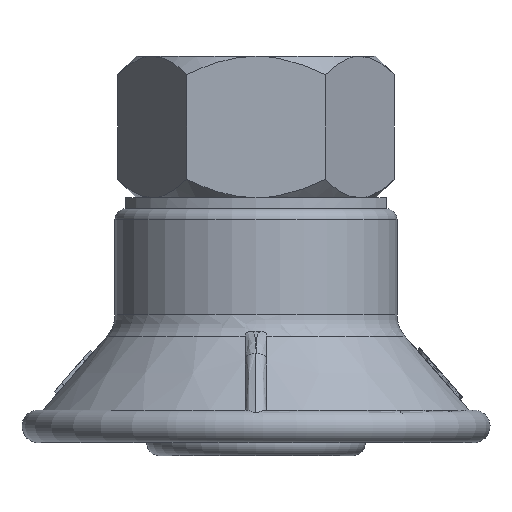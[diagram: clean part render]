
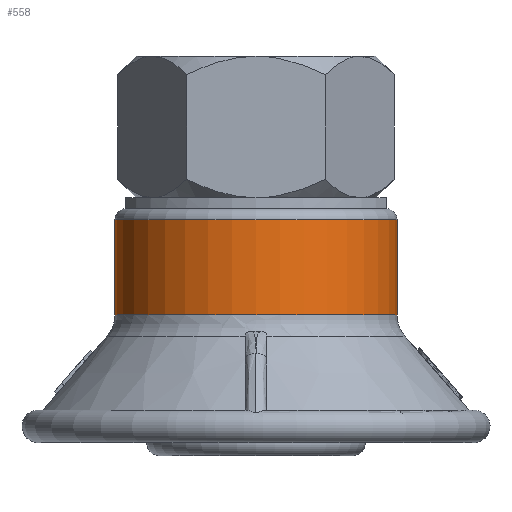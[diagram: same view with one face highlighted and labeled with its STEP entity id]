
A CAD part, left-side view. The second image highlights one B-rep face of the part: STEP entity #558.
In plain terms, the highlighted cylindrical face has radius 12.953 mm (diameter 25.905 mm), a partial arc.
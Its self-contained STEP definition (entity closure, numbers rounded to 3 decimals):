
#558 = ADVANCED_FACE( '', ( #2351 ), #2352, .T. );
#2351 = FACE_OUTER_BOUND( '', #6443, .T. );
#2352 = CYLINDRICAL_SURFACE( '', #6444, 12.953 );
#6443 = EDGE_LOOP( '', ( #11916, #11917, #11918, #11919 ) );
#6444 = AXIS2_PLACEMENT_3D( '', #11920, #11921, #11922 );
#11916 = ORIENTED_EDGE( '', *, *, #20772, .T. );
#11917 = ORIENTED_EDGE( '', *, *, #20773, .T. );
#11918 = ORIENTED_EDGE( '', *, *, #20774, .F. );
#11919 = ORIENTED_EDGE( '', *, *, #20775, .T. );
#11920 = CARTESIAN_POINT( '', ( -35., 0., 0. ) );
#11921 = DIRECTION( '', ( 0., 0., -1. ) );
#11922 = DIRECTION( '', ( 1., 0., 0. ) );
#20772 = EDGE_CURVE( '', #24765, #24766, #24767, .F. );
#20773 = EDGE_CURVE( '', #24766, #24768, #24769, .T. );
#20774 = EDGE_CURVE( '', #24770, #24768, #24771, .F. );
#20775 = EDGE_CURVE( '', #24770, #24765, #24772, .T. );
#24765 = VERTEX_POINT( '', #34465 );
#24766 = VERTEX_POINT( '', #34466 );
#24767 = LINE( '', #34467, #34468 );
#24768 = VERTEX_POINT( '', #34469 );
#24769 = CIRCLE( '', #34470, 12.953 );
#24770 = VERTEX_POINT( '', #34471 );
#24771 = LINE( '', #34472, #34473 );
#24772 = CIRCLE( '', #34474, 12.953 );
#34465 = CARTESIAN_POINT( '', ( -35., -12.953, 11.743 ) );
#34466 = CARTESIAN_POINT( '', ( -35., -12.953, 20.497 ) );
#34467 = CARTESIAN_POINT( '', ( -35., -12.953, 10.622 ) );
#34468 = VECTOR( '', #42677, 1000. );
#34469 = CARTESIAN_POINT( '', ( -35., 12.953, 20.497 ) );
#34470 = AXIS2_PLACEMENT_3D( '', #42678, #42679, #42680 );
#34471 = CARTESIAN_POINT( '', ( -35., 12.953, 11.743 ) );
#34472 = CARTESIAN_POINT( '', ( -35., 12.953, 10.622 ) );
#34473 = VECTOR( '', #42681, 1000. );
#34474 = AXIS2_PLACEMENT_3D( '', #42682, #42683, #42684 );
#42677 = DIRECTION( '', ( 0., 0., -1. ) );
#42678 = CARTESIAN_POINT( '', ( -35., 0., 20.497 ) );
#42679 = DIRECTION( '', ( 0., 0., -1. ) );
#42680 = DIRECTION( '', ( -1., 0., 0. ) );
#42681 = DIRECTION( '', ( 0., 0., -1. ) );
#42682 = CARTESIAN_POINT( '', ( -35., 0., 11.743 ) );
#42683 = DIRECTION( '', ( 0., 0., 1. ) );
#42684 = DIRECTION( '', ( 1., 0., 0. ) );
